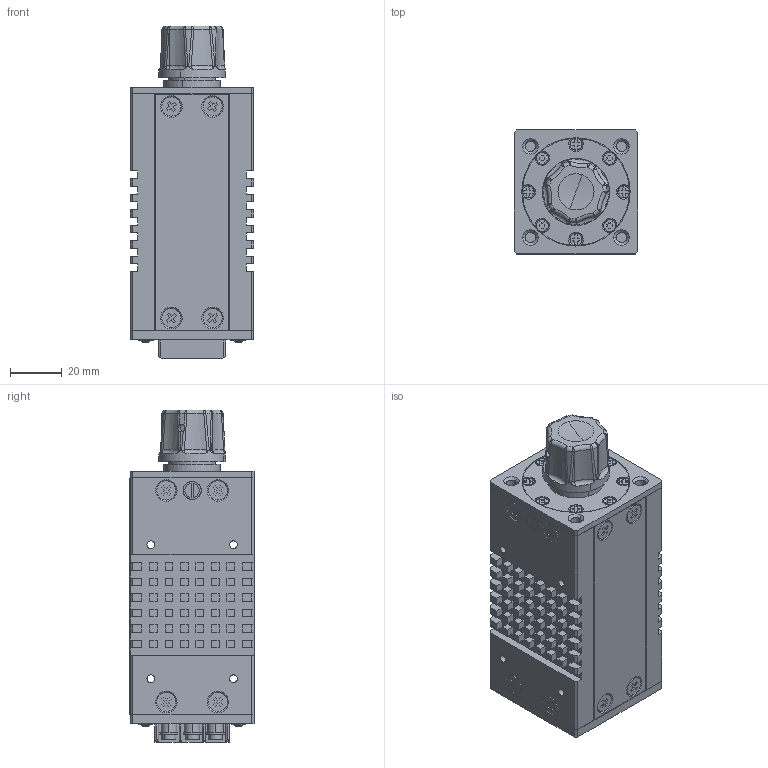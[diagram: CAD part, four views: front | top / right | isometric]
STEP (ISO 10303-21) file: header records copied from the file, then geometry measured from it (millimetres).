
FILE_DESCRIPTION (( 'STEP AP214' ), '1' );
FILE_NAME ('ﾐﾍﾖ-2.STEP', '2015-07-23T13:53:27', ( 'kasatonov' ), ( '' ), 'SwSTEP 2.0', 'SolidWorks 2014', '' );
FILE_SCHEMA (( 'AUTOMOTIVE_DESIGN' ));
Length unit declared in the file: millimetre
Products named in the file (1): ﾐﾍﾖ-2
Bounding box: 48 x 48.09 x 128.7 mm (x, y, z)
Volume: 100233.1 mm3; surface area: 80098.9 mm2
Topology: 71 solids, 71 shells, 2902 faces, 7409 edges, 4796 vertices
Faces by surface type: plane 1635, cylinder 550, bspline 367, cone 313, torus 35, sphere 2
Entity records: 129692 total; most frequent: CARTESIAN_POINT 28191, ORIENTED_EDGE 14762, DIRECTION 13045, EDGE_CURVE 7381, LINE 4981, VECTOR 4981, VERTEX_POINT 4796, AXIS2_PLACEMENT_3D 4032
